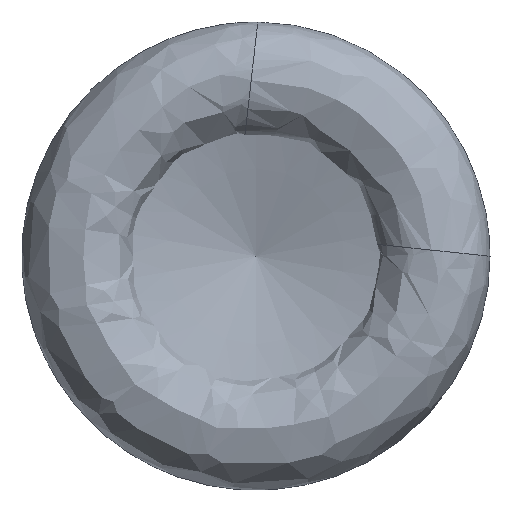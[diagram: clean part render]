
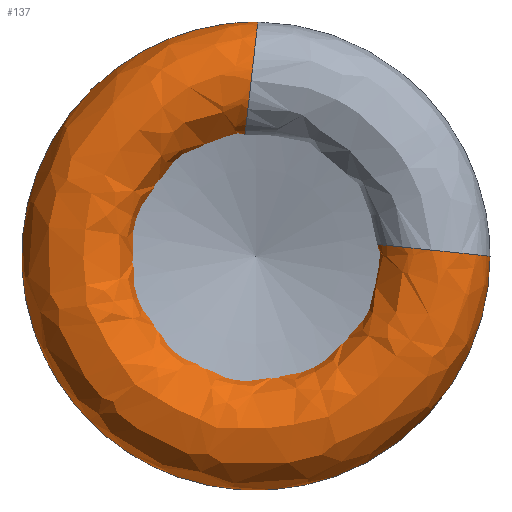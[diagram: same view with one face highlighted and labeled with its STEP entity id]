
A CAD part, left-side view. The second image highlights one B-rep face of the part: STEP entity #137.
In plain terms, the highlighted free-form (B-spline) face has degree [3, 3] with [7, 7] control points.
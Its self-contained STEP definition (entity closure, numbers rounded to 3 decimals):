
#137=ADVANCED_FACE('',(#151,#152),#149,.F.);
#149=(
BOUNDED_SURFACE()
B_SPLINE_SURFACE(3,3,((#320,#321,#322,#323,#324,#325,#326),(#327,#328,#329,
#330,#331,#332,#333),(#334,#335,#336,#337,#338,#339,#340),(#341,#342,#343,
#344,#345,#346,#347),(#348,#349,#350,#351,#352,#353,#354),(#355,#356,#357,
#358,#359,#360,#361),(#362,#363,#364,#365,#366,#367,#368)),
 .UNSPECIFIED.,.T.,.F.,.F.)
B_SPLINE_SURFACE_WITH_KNOTS((1,3,3,3,1),(4,3,4),(-0.5,0.,0.5,1.,1.5),(0.,
0.5,1.),.UNSPECIFIED.)
GEOMETRIC_REPRESENTATION_ITEM()
RATIONAL_B_SPLINE_SURFACE(((1.,0.587,0.587,1.,0.587,
0.587,1.),(0.333,0.196,0.196,
0.333,0.196,0.196,0.333),
(0.333,0.196,0.196,0.333,
0.196,0.196,0.333),(1.,0.587,
0.587,1.,0.587,0.587,1.),(0.333,
0.196,0.196,0.333,0.196,
0.196,0.333),(0.333,0.196,
0.196,0.333,0.196,0.196,
0.333),(1.,0.587,0.587,1.,0.587,
0.587,1.)))
REPRESENTATION_ITEM('')
SURFACE()
);
#151=FACE_BOUND('',#173,.T.);
#152=FACE_BOUND('',#174,.T.);
#173=EDGE_LOOP('',(#195));
#174=EDGE_LOOP('',(#196));
#195=ORIENTED_EDGE('',*,*,#229,.T.);
#196=ORIENTED_EDGE('',*,*,#230,.F.);
#217=VERTEX_POINT('',#317);
#218=VERTEX_POINT('',#319);
#229=EDGE_CURVE('',#217,#217,#240,.T.);
#230=EDGE_CURVE('',#218,#218,#241,.T.);
#240=CIRCLE('',#252,5.);
#241=CIRCLE('',#253,5.);
#252=AXIS2_PLACEMENT_3D('',#316,#274,#275);
#253=AXIS2_PLACEMENT_3D('',#318,#276,#277);
#274=DIRECTION('',(0.,0.994,0.113));
#275=DIRECTION('',(0.,-0.113,0.994));
#276=DIRECTION('',(0.,-0.105,0.995));
#277=DIRECTION('',(0.,-0.995,-0.105));
#316=CARTESIAN_POINT('',(5.,0.394,15.031));
#317=CARTESIAN_POINT('',(5.,-0.171,19.999));
#318=CARTESIAN_POINT('',(5.,-15.027,0.523));
#319=CARTESIAN_POINT('',(5.,-20.,0.));
#320=CARTESIAN_POINT('',(5.,-20.,0.));
#321=CARTESIAN_POINT('',(5.,-20.,-20.999));
#322=CARTESIAN_POINT('',(5.,-0.583,-28.993));
#323=CARTESIAN_POINT('',(5.,14.202,-14.082));
#324=CARTESIAN_POINT('',(5.,28.987,0.83));
#325=CARTESIAN_POINT('',(5.,20.828,20.178));
#326=CARTESIAN_POINT('',(5.,-0.171,19.999));
#327=CARTESIAN_POINT('',(15.,-20.,0.));
#328=CARTESIAN_POINT('',(15.,-20.,-20.999));
#329=CARTESIAN_POINT('',(15.,-0.583,-28.993));
#330=CARTESIAN_POINT('',(15.,14.202,-14.082));
#331=CARTESIAN_POINT('',(15.,28.987,0.83));
#332=CARTESIAN_POINT('',(15.,20.828,20.178));
#333=CARTESIAN_POINT('',(15.,-0.171,19.999));
#334=CARTESIAN_POINT('',(15.,-10.055,1.045));
#335=CARTESIAN_POINT('',(15.,-11.152,-9.512));
#336=CARTESIAN_POINT('',(15.,-1.808,-14.546));
#337=CARTESIAN_POINT('',(15.,6.404,-7.822));
#338=CARTESIAN_POINT('',(15.,14.616,-1.098));
#339=CARTESIAN_POINT('',(15.,11.525,9.056));
#340=CARTESIAN_POINT('',(15.,0.96,10.063));
#341=CARTESIAN_POINT('',(5.,-10.055,1.045));
#342=CARTESIAN_POINT('',(5.,-11.152,-9.512));
#343=CARTESIAN_POINT('',(5.,-1.808,-14.546));
#344=CARTESIAN_POINT('',(5.,6.404,-7.822));
#345=CARTESIAN_POINT('',(5.,14.616,-1.098));
#346=CARTESIAN_POINT('',(5.,11.525,9.056));
#347=CARTESIAN_POINT('',(5.,0.96,10.063));
#348=CARTESIAN_POINT('',(-5.,-10.055,1.045));
#349=CARTESIAN_POINT('',(-5.,-11.152,-9.512));
#350=CARTESIAN_POINT('',(-5.,-1.808,-14.546));
#351=CARTESIAN_POINT('',(-5.,6.404,-7.822));
#352=CARTESIAN_POINT('',(-5.,14.616,-1.098));
#353=CARTESIAN_POINT('',(-5.,11.525,9.056));
#354=CARTESIAN_POINT('',(-5.,0.96,10.063));
#355=CARTESIAN_POINT('',(-5.,-20.,0.));
#356=CARTESIAN_POINT('',(-5.,-20.,-20.999));
#357=CARTESIAN_POINT('',(-5.,-0.583,-28.993));
#358=CARTESIAN_POINT('',(-5.,14.202,-14.082));
#359=CARTESIAN_POINT('',(-5.,28.987,0.83));
#360=CARTESIAN_POINT('',(-5.,20.828,20.178));
#361=CARTESIAN_POINT('',(-5.,-0.171,19.999));
#362=CARTESIAN_POINT('',(5.,-20.,0.));
#363=CARTESIAN_POINT('',(5.,-20.,-20.999));
#364=CARTESIAN_POINT('',(5.,-0.583,-28.993));
#365=CARTESIAN_POINT('',(5.,14.202,-14.082));
#366=CARTESIAN_POINT('',(5.,28.987,0.83));
#367=CARTESIAN_POINT('',(5.,20.828,20.178));
#368=CARTESIAN_POINT('',(5.,-0.171,19.999));
